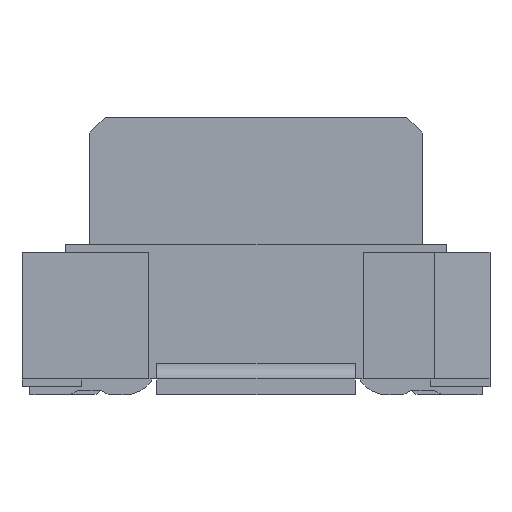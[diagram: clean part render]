
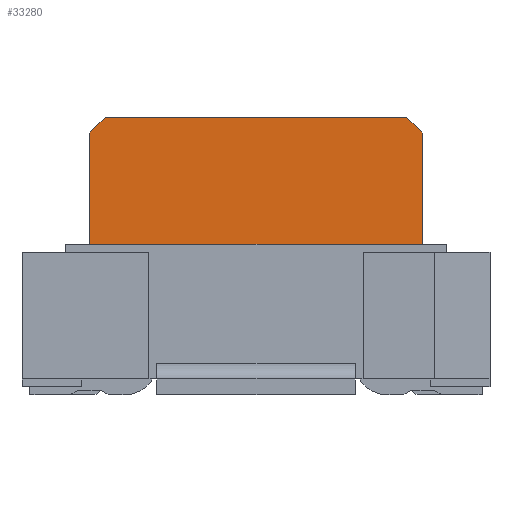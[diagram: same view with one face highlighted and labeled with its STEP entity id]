
A CAD part, front view. The second image highlights one B-rep face of the part: STEP entity #33280.
In plain terms, the highlighted planar face has unit normal (0, -1, 0).
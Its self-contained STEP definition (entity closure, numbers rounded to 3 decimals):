
#880=CARTESIAN_POINT('',(-1.451,-1.05,0.));
#890=DIRECTION('',(0.707,0.,-0.707));
#900=VECTOR('',#890,1.);
#910=LINE('',#880,#900);
#920=CARTESIAN_POINT('',(-3.259,-1.05,1.808));
#930=VERTEX_POINT('',#920);
#940=CARTESIAN_POINT('',(-3.159,-1.05,1.708));
#950=VERTEX_POINT('',#940);
#960=EDGE_CURVE('',#930,#950,#910,.T.);
#24190=CARTESIAN_POINT('',(0.541,-1.05,3.508));
#24200=VERTEX_POINT('',#24190);
#24350=CARTESIAN_POINT('',(0.741,-1.05,3.308));
#24360=VERTEX_POINT('',#24350);
#24390=CARTESIAN_POINT('',(4.049,-1.05,0.));
#24400=DIRECTION('',(0.707,0.,-0.707));
#24410=VECTOR('',#24400,1.);
#24420=LINE('',#24390,#24410);
#24430=EDGE_CURVE('',#24200,#24360,#24420,.T.);
#32470=CARTESIAN_POINT('',(0.741,-1.05,1.808));
#32480=DIRECTION('',(-0.,-1.,-0.));
#32490=DIRECTION('',(-1.,0.,0.));
#32500=AXIS2_PLACEMENT_3D('',#32470,#32480,#32490);
#32510=PLANE('',#32500);
#32520=CARTESIAN_POINT('',(-6.767,-1.05,0.));
#32530=DIRECTION('',(0.707,0.,0.707));
#32540=VECTOR('',#32530,1.);
#32550=LINE('',#32520,#32540);
#32560=CARTESIAN_POINT('',(-3.459,-1.05,3.308));
#32570=VERTEX_POINT('',#32560);
#32580=CARTESIAN_POINT('',(-3.259,-1.05,3.508));
#32590=VERTEX_POINT('',#32580);
#32600=EDGE_CURVE('',#32570,#32590,#32550,.T.);
#32610=ORIENTED_EDGE('',*,*,#32600,.F.);
#32620=CARTESIAN_POINT('',(0.,-1.05,3.508));
#32630=DIRECTION('',(1.,0.,0.));
#32640=VECTOR('',#32630,1.);
#32650=LINE('',#32620,#32640);
#32660=EDGE_CURVE('',#32590,#24200,#32650,.T.);
#32670=ORIENTED_EDGE('',*,*,#32660,.F.);
#32680=ORIENTED_EDGE('',*,*,#24430,.F.);
#32690=CARTESIAN_POINT('',(0.741,-1.05,0.));
#32700=DIRECTION('',(0.,0.,-1.));
#32710=VECTOR('',#32700,1.);
#32720=LINE('',#32690,#32710);
#32730=CARTESIAN_POINT('',(0.741,-1.05,1.808));
#32740=VERTEX_POINT('',#32730);
#32750=EDGE_CURVE('',#24360,#32740,#32720,.T.);
#32760=ORIENTED_EDGE('',*,*,#32750,.F.);
#32770=CARTESIAN_POINT('',(0.,-1.05,1.808));
#32780=DIRECTION('',(1.,0.,0.));
#32790=VECTOR('',#32780,1.);
#32800=LINE('',#32770,#32790);
#32810=CARTESIAN_POINT('',(0.541,-1.05,1.808));
#32820=VERTEX_POINT('',#32810);
#32830=EDGE_CURVE('',#32820,#32740,#32800,.T.);
#32840=ORIENTED_EDGE('',*,*,#32830,.T.);
#32850=CARTESIAN_POINT('',(-1.267,-1.05,0.));
#32860=DIRECTION('',(0.707,0.,0.707));
#32870=VECTOR('',#32860,1.);
#32880=LINE('',#32850,#32870);
#32890=CARTESIAN_POINT('',(0.441,-1.05,1.708));
#32900=VERTEX_POINT('',#32890);
#32910=EDGE_CURVE('',#32900,#32820,#32880,.T.);
#32920=ORIENTED_EDGE('',*,*,#32910,.T.);
#32930=CARTESIAN_POINT('',(0.441,-1.05,0.));
#32940=DIRECTION('',(0.,0.,-1.));
#32950=VECTOR('',#32940,1.);
#32960=LINE('',#32930,#32950);
#32970=CARTESIAN_POINT('',(0.441,-1.05,1.308));
#32980=VERTEX_POINT('',#32970);
#32990=EDGE_CURVE('',#32900,#32980,#32960,.T.);
#33000=ORIENTED_EDGE('',*,*,#32990,.F.);
#33010=CARTESIAN_POINT('',(0.,-1.05,1.308));
#33020=DIRECTION('',(1.,0.,0.));
#33030=VECTOR('',#33020,1.);
#33040=LINE('',#33010,#33030);
#33050=CARTESIAN_POINT('',(-3.159,-1.05,1.308));
#33060=VERTEX_POINT('',#33050);
#33070=EDGE_CURVE('',#33060,#32980,#33040,.T.);
#33080=ORIENTED_EDGE('',*,*,#33070,.T.);
#33090=CARTESIAN_POINT('',(-3.159,-1.05,0.));
#33100=DIRECTION('',(0.,0.,1.));
#33110=VECTOR('',#33100,1.);
#33120=LINE('',#33090,#33110);
#33130=EDGE_CURVE('',#33060,#950,#33120,.T.);
#33140=ORIENTED_EDGE('',*,*,#33130,.F.);
#33150=ORIENTED_EDGE('',*,*,#960,.T.);
#33160=CARTESIAN_POINT('',(-3.459,-1.05,1.808));
#33170=VERTEX_POINT('',#33160);
#33180=EDGE_CURVE('',#33170,#930,#32800,.T.);
#33190=ORIENTED_EDGE('',*,*,#33180,.T.);
#33200=CARTESIAN_POINT('',(-3.459,-1.05,0.));
#33210=DIRECTION('',(0.,0.,1.));
#33220=VECTOR('',#33210,1.);
#33230=LINE('',#33200,#33220);
#33240=EDGE_CURVE('',#33170,#32570,#33230,.T.);
#33250=ORIENTED_EDGE('',*,*,#33240,.F.);
#33260=EDGE_LOOP('',(#33250,#33190,#33150,#33140,#33080,#33000,#32920,
#32840,#32760,#32680,#32670,#32610));
#33270=FACE_OUTER_BOUND('',#33260,.T.);
#33280=ADVANCED_FACE('',(#33270),#32510,.T.);
